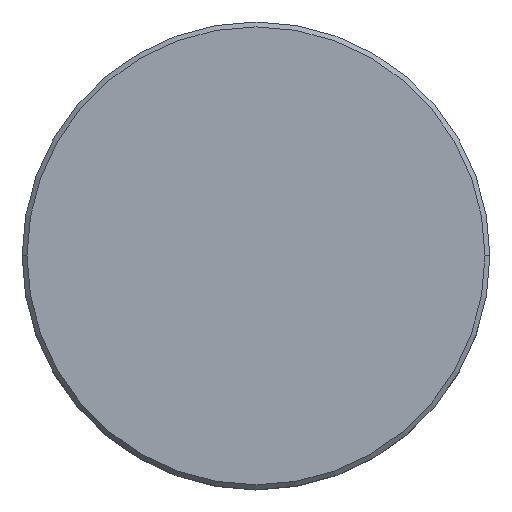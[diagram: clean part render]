
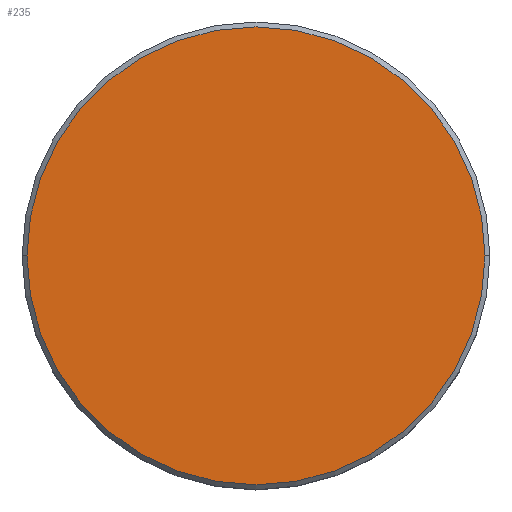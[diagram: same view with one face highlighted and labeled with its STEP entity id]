
A CAD part, top view. The second image highlights one B-rep face of the part: STEP entity #235.
In plain terms, the highlighted planar face has unit normal (0, 0, 1).
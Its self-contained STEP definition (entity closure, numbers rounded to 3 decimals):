
#22 = PLANE ( 'NONE',  #430 ) ;
#32 = DIRECTION ( 'NONE',  ( 1., 0., 0. ) ) ;
#47 = CIRCLE ( 'NONE', #126, 23.5 ) ;
#58 = CARTESIAN_POINT ( 'NONE',  ( 0., 0., 0. ) ) ;
#61 = DIRECTION ( 'NONE',  ( 0., 0., 1. ) ) ;
#126 = AXIS2_PLACEMENT_3D ( 'NONE', #419, #440, #32 ) ;
#129 = DIRECTION ( 'NONE',  ( 1., 0., 0. ) ) ;
#181 = DIRECTION ( 'NONE',  ( 1., 0., 0. ) ) ;
#235 = ADVANCED_FACE ( 'NONE', ( #244 ), #22, .T. ) ;
#244 = FACE_OUTER_BOUND ( 'NONE', #271, .T. ) ;
#260 = EDGE_CURVE ( 'NONE', #356, #299, #336, .T. ) ;
#271 = EDGE_LOOP ( 'NONE', ( #335, #365 ) ) ;
#277 = CARTESIAN_POINT ( 'NONE',  ( 23.5, 0., 0. ) ) ;
#279 = CARTESIAN_POINT ( 'NONE',  ( 0., 0., 0. ) ) ;
#280 = EDGE_CURVE ( 'NONE', #299, #356, #47, .T. ) ;
#299 = VERTEX_POINT ( 'NONE', #277 ) ;
#314 = CARTESIAN_POINT ( 'NONE',  ( -23.5, 0., 0. ) ) ;
#335 = ORIENTED_EDGE ( 'NONE', *, *, #260, .T. ) ;
#336 = CIRCLE ( 'NONE', #431, 23.5 ) ;
#356 = VERTEX_POINT ( 'NONE', #314 ) ;
#365 = ORIENTED_EDGE ( 'NONE', *, *, #280, .T. ) ;
#419 = CARTESIAN_POINT ( 'NONE',  ( 0., 0., 0. ) ) ;
#423 = DIRECTION ( 'NONE',  ( 0., 0., 1. ) ) ;
#430 = AXIS2_PLACEMENT_3D ( 'NONE', #58, #61, #129 ) ;
#431 = AXIS2_PLACEMENT_3D ( 'NONE', #279, #423, #181 ) ;
#440 = DIRECTION ( 'NONE',  ( 0., 0., 1. ) ) ;
